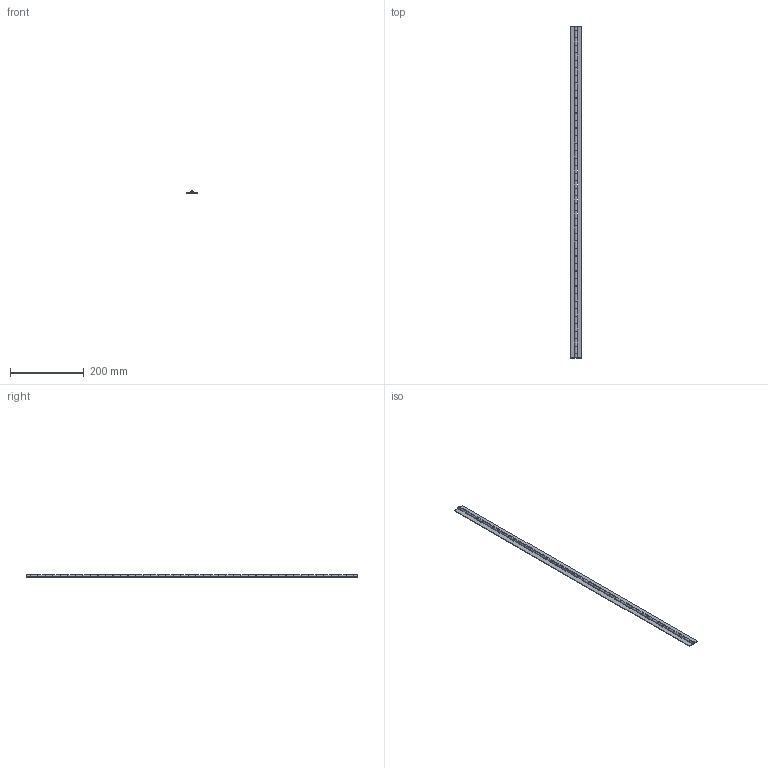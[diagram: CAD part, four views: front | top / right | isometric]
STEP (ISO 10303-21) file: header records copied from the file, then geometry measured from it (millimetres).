
FILE_DESCRIPTION (( 'STEP AP203' ), '1' );
FILE_NAME ('B-7-2.STEP', '2008-11-19T08:17:53', ( ' ' ), ( ' ' ), 'SwSTEP 2.0', 'SolidWorks 2007', '' );
FILE_SCHEMA (( 'CONFIG_CONTROL_DESIGN' ));
Length unit declared in the file: millimetre
Products named in the file (4): B-7-2僸儞僕A__棉太倌; B-7-2僔儍僼僩__棉太倌; B-7-2僸儞僕B__棉太倌; B-7-2
Assembly tree (3 placements, depth 2):
  B-7-2
    B-7-2僔儍僼僩__棉太倌
    B-7-2僸儞僕B__棉太倌
    B-7-2僸儞僕A__棉太倌
Bounding box: 32 x 900 x 6.69 mm (x, y, z)
Volume: 68526.7 mm3; surface area: 89801.8 mm2
Topology: 3 solids, 3 shells, 282 faces, 828 edges, 552 vertices
Faces by surface type: plane 145, cylinder 137
Entity records: 10040 total; most frequent: DIRECTION 1678, CARTESIAN_POINT 1668, ORIENTED_EDGE 1656, EDGE_CURVE 828, AXIS2_PLACEMENT_3D 562, VECTOR 554, LINE 554, VERTEX_POINT 552
